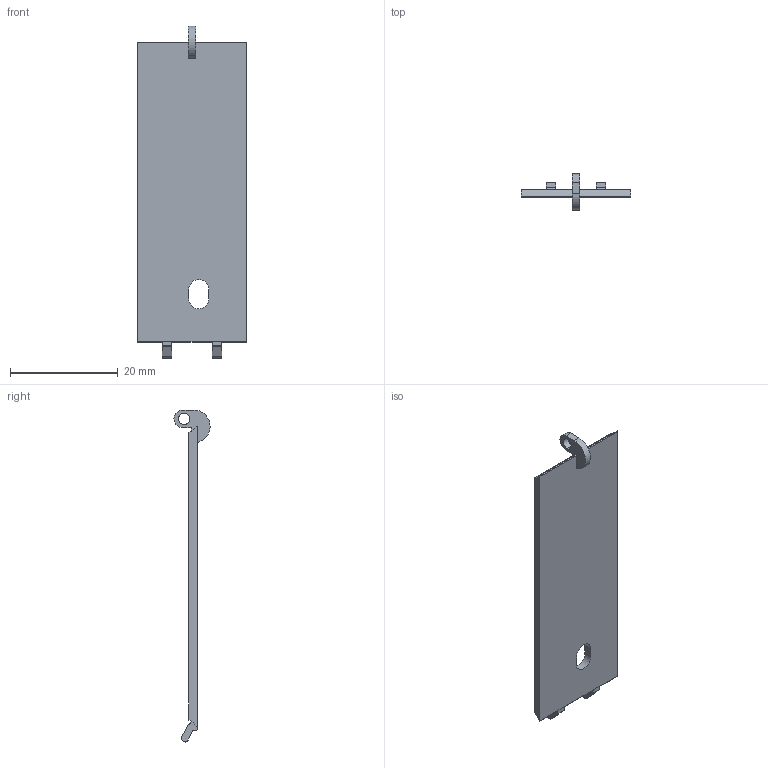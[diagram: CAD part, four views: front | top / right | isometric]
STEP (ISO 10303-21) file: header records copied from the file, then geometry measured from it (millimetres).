
FILE_DESCRIPTION(('HOOPS Exchange Step'),'2;1');
FILE_NAME('export-35C8B72B-6C92-44F8-9126-CDC368C513CE.stp','2023-01-17T10:13:32+01:00',('Engineering'),('Alibre'),'HOOPS Exchange 2021.0','Alibre','Unknown authorisation');
FILE_SCHEMA( ('AP242_MANAGED_MODEL_BASED_3D_ENGINEERING_MIM_LF {1 0 10303 442 1 1 4 }') );
Length unit declared in the file: millimetre
Products named in the file (1): 6208 3ZY1321-2AA00 Sealable cover 22.5 mm, For SIRIUS devices
Bounding box: 20.4 x 6.72 x 61.62 mm (x, y, z)
Volume: 1683.9 mm3; surface area: 2569.1 mm2
Topology: 1 solids, 1 shells, 50 faces, 144 edges, 96 vertices
Faces by surface type: cylinder 25, plane 25
Entity records: 1711 total; most frequent: DIRECTION 304, CARTESIAN_POINT 292, ORIENTED_EDGE 288, EDGE_CURVE 144, AXIS2_PLACEMENT_3D 108, VERTEX_POINT 96, VECTOR 88, LINE 88
